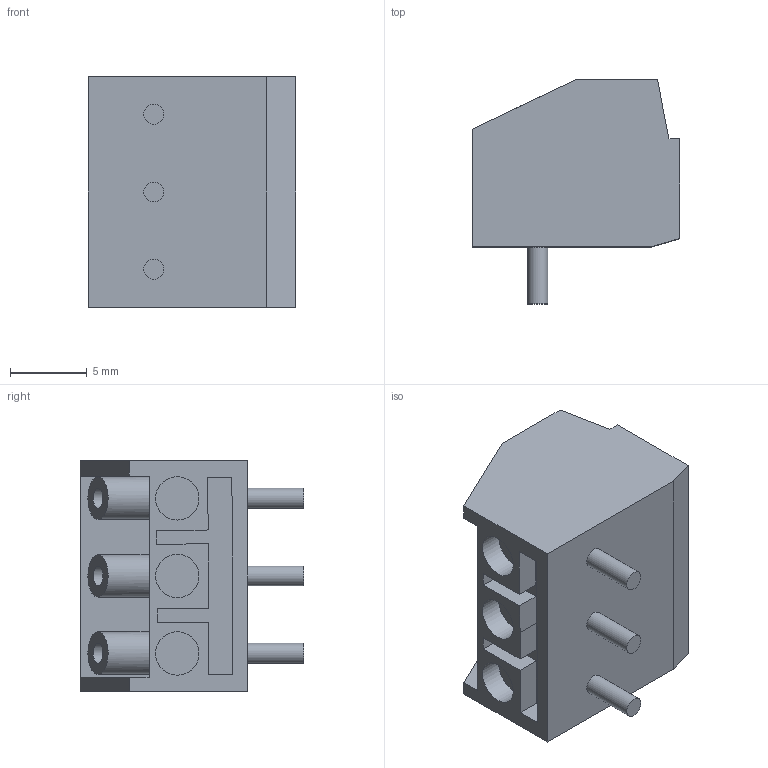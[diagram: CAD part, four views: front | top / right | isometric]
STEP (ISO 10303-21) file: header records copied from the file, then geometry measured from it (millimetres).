
FILE_DESCRIPTION (( 'STEP AP214' ), '1' );
FILE_NAME ('DG332K-5.0-03P-12.STEP', '2020-12-03T09:41:41', ( 'User Windows' ), ( '' ), 'SwSTEP 2.0', 'SolidWorks 2017', '' );
FILE_SCHEMA (( 'AUTOMOTIVE_DESIGN' ));
Length unit declared in the file: millimetre
Products named in the file (1): DG332K-5.0-03P-12
Bounding box: 13.53 x 14.58 x 15 mm (x, y, z)
Volume: 1445.4 mm3; surface area: 1546.6 mm2
Topology: 1 solids, 1 shells, 75 faces, 168 edges, 114 vertices
Faces by surface type: plane 57, cylinder 18
Full cylindrical faces by diameter (mm): 1.3 x6, 2.762 x3, 2.822 x3, 3.824 x3
Entity records: 2828 total; most frequent: CARTESIAN_POINT 367, DIRECTION 323, ORIENTED_EDGE 294, EDGE_CURVE 147, LINE 111, VECTOR 111, EDGE_LOOP 109, VERTEX_POINT 108
